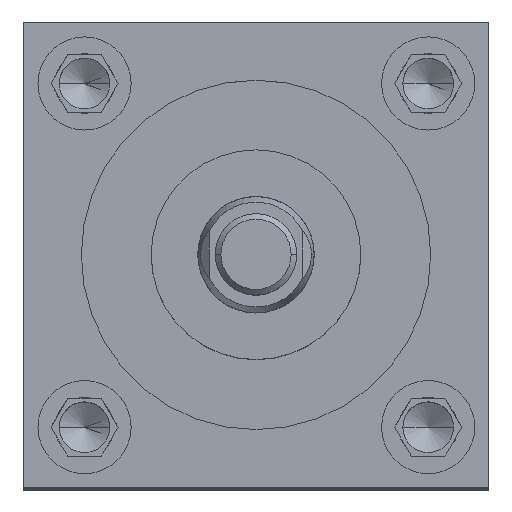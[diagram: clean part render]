
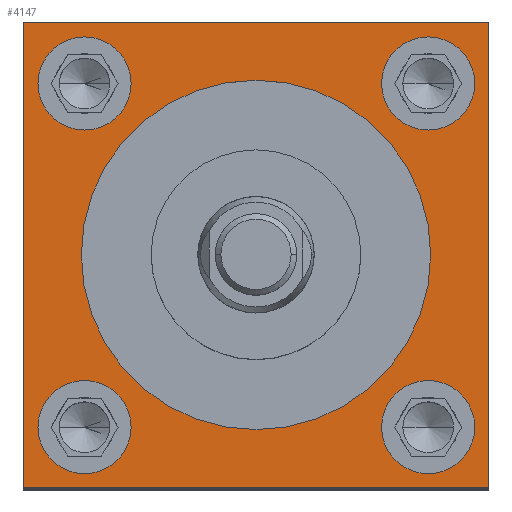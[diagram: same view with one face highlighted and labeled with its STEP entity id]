
A CAD part, top view. The second image highlights one B-rep face of the part: STEP entity #4147.
In plain terms, the highlighted planar face has unit normal (0, 0, 1).
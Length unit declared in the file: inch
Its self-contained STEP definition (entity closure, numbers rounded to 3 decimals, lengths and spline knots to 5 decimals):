
#98 = CARTESIAN_POINT ( 'NONE',  ( 1.25, -1.25, 6.625 ) ) ;
#154 = DIRECTION ( 'NONE',  ( 0., 0., 1. ) ) ;
#196 = DIRECTION ( 'NONE',  ( 0., 0., 1. ) ) ;
#206 = CARTESIAN_POINT ( 'NONE',  ( 0.674, -0.924, 6.625 ) ) ;
#229 = DIRECTION ( 'NONE',  ( 0., 1., 0. ) ) ;
#293 = FACE_BOUND ( 'NONE', #456, .T. ) ;
#306 = ORIENTED_EDGE ( 'NONE', *, *, #2550, .T. ) ;
#320 = DIRECTION ( 'NONE',  ( 0., 0., -1. ) ) ;
#350 = CARTESIAN_POINT ( 'NONE',  ( -1.25, 1.25, 6.625 ) ) ;
#442 = ORIENTED_EDGE ( 'NONE', *, *, #4857, .F. ) ;
#456 = EDGE_LOOP ( 'NONE', ( #1356, #1866 ) ) ;
#461 = EDGE_LOOP ( 'NONE', ( #5913, #1828 ) ) ;
#471 = CIRCLE ( 'NONE', #2819, 0.9375 ) ;
#473 = VERTEX_POINT ( 'NONE', #648 ) ;
#481 = CARTESIAN_POINT ( 'NONE',  ( -1.25, 1.25, 6.625 ) ) ;
#521 = LINE ( 'NONE', #3365, #4261 ) ;
#530 = DIRECTION ( 'NONE',  ( 0., 0., 1. ) ) ;
#648 = CARTESIAN_POINT ( 'NONE',  ( -1.25, -1.25, 6.625 ) ) ;
#691 = DIRECTION ( 'NONE',  ( 0., 0., 1. ) ) ;
#709 = EDGE_LOOP ( 'NONE', ( #1341, #3678 ) ) ;
#757 = EDGE_LOOP ( 'NONE', ( #3296, #1586 ) ) ;
#786 = CARTESIAN_POINT ( 'NONE',  ( 1.25, -1.25, 6.625 ) ) ;
#830 = CIRCLE ( 'NONE', #4828, 0.25 ) ;
#831 = CARTESIAN_POINT ( 'NONE',  ( -1.17, -0.924, 6.625 ) ) ;
#938 = CIRCLE ( 'NONE', #5693, 0.25 ) ;
#1075 = LINE ( 'NONE', #786, #3182 ) ;
#1092 = CARTESIAN_POINT ( 'NONE',  ( -0.92, -0.924, 6.625 ) ) ;
#1210 = VERTEX_POINT ( 'NONE', #481 ) ;
#1281 = ORIENTED_EDGE ( 'NONE', *, *, #5285, .T. ) ;
#1286 = DIRECTION ( 'NONE',  ( 1., 0., 0. ) ) ;
#1329 = CARTESIAN_POINT ( 'NONE',  ( -1.25, -1.25, 6.625 ) ) ;
#1335 = AXIS2_PLACEMENT_3D ( 'NONE', #4016, #691, #3596 ) ;
#1341 = ORIENTED_EDGE ( 'NONE', *, *, #5773, .F. ) ;
#1354 = CARTESIAN_POINT ( 'NONE',  ( -1.17, 0.92, 6.625 ) ) ;
#1356 = ORIENTED_EDGE ( 'NONE', *, *, #4975, .F. ) ;
#1432 = CIRCLE ( 'NONE', #1335, 0.25 ) ;
#1586 = ORIENTED_EDGE ( 'NONE', *, *, #3042, .F. ) ;
#1680 = CARTESIAN_POINT ( 'NONE',  ( -0.92, 0.92, 6.625 ) ) ;
#1712 = AXIS2_PLACEMENT_3D ( 'NONE', #5299, #2500, #4838 ) ;
#1732 = LINE ( 'NONE', #1329, #2213 ) ;
#1758 = DIRECTION ( 'NONE',  ( 1., 0., 0. ) ) ;
#1828 = ORIENTED_EDGE ( 'NONE', *, *, #2258, .F. ) ;
#1866 = ORIENTED_EDGE ( 'NONE', *, *, #5166, .F. ) ;
#2035 = VERTEX_POINT ( 'NONE', #5749 ) ;
#2146 = CARTESIAN_POINT ( 'NONE',  ( 1.174, 0.92, 6.625 ) ) ;
#2171 = FACE_OUTER_BOUND ( 'NONE', #5449, .T. ) ;
#2213 = VECTOR ( 'NONE', #1758, 39.37008 ) ;
#2239 = DIRECTION ( 'NONE',  ( 1., 0., 0. ) ) ;
#2258 = EDGE_CURVE ( 'NONE', #2906, #3747, #2712, .T. ) ;
#2378 = EDGE_CURVE ( 'NONE', #473, #3056, #1732, .T. ) ;
#2402 = VERTEX_POINT ( 'NONE', #2610 ) ;
#2500 = DIRECTION ( 'NONE',  ( 0., 0., 1. ) ) ;
#2537 = AXIS2_PLACEMENT_3D ( 'NONE', #5268, #3314, #4843 ) ;
#2550 = EDGE_CURVE ( 'NONE', #2035, #1210, #2852, .T. ) ;
#2610 = CARTESIAN_POINT ( 'NONE',  ( 1.174, -0.924, 6.625 ) ) ;
#2637 = CARTESIAN_POINT ( 'NONE',  ( 0.924, -0.924, 6.625 ) ) ;
#2693 = FACE_BOUND ( 'NONE', #757, .T. ) ;
#2712 = CIRCLE ( 'NONE', #5890, 0.25 ) ;
#2819 = AXIS2_PLACEMENT_3D ( 'NONE', #4192, #5973, #4643 ) ;
#2823 = VERTEX_POINT ( 'NONE', #2146 ) ;
#2824 = ORIENTED_EDGE ( 'NONE', *, *, #5528, .T. ) ;
#2829 = CARTESIAN_POINT ( 'NONE',  ( 0.674, 0.92, 6.625 ) ) ;
#2838 = ORIENTED_EDGE ( 'NONE', *, *, #4554, .F. ) ;
#2848 = CARTESIAN_POINT ( 'NONE',  ( 0.9375, 0., 6.625 ) ) ;
#2852 = LINE ( 'NONE', #5216, #5295 ) ;
#2887 = DIRECTION ( 'NONE',  ( -1., 0., 0. ) ) ;
#2906 = VERTEX_POINT ( 'NONE', #831 ) ;
#2968 = CARTESIAN_POINT ( 'NONE',  ( -0.9375, 0., 6.625 ) ) ;
#2973 = EDGE_CURVE ( 'NONE', #3747, #2906, #4420, .T. ) ;
#2976 = EDGE_LOOP ( 'NONE', ( #2838, #442 ) ) ;
#3042 = EDGE_CURVE ( 'NONE', #4185, #5233, #4110, .T. ) ;
#3056 = VERTEX_POINT ( 'NONE', #98 ) ;
#3093 = CIRCLE ( 'NONE', #4900, 0.25 ) ;
#3097 = FACE_BOUND ( 'NONE', #709, .T. ) ;
#3116 = EDGE_CURVE ( 'NONE', #5233, #4185, #830, .T. ) ;
#3182 = VECTOR ( 'NONE', #229, 39.37008 ) ;
#3296 = ORIENTED_EDGE ( 'NONE', *, *, #3116, .F. ) ;
#3314 = DIRECTION ( 'NONE',  ( 0., 0., 1. ) ) ;
#3365 = CARTESIAN_POINT ( 'NONE',  ( -1.25, -1.25, 6.625 ) ) ;
#3503 = VERTEX_POINT ( 'NONE', #2968 ) ;
#3528 = CARTESIAN_POINT ( 'NONE',  ( 0.924, -0.924, 6.625 ) ) ;
#3567 = AXIS2_PLACEMENT_3D ( 'NONE', #2637, #4541, #2239 ) ;
#3596 = DIRECTION ( 'NONE',  ( 1., 0., 0. ) ) ;
#3619 = EDGE_CURVE ( 'NONE', #6063, #2402, #3093, .T. ) ;
#3678 = ORIENTED_EDGE ( 'NONE', *, *, #3619, .F. ) ;
#3704 = CARTESIAN_POINT ( 'NONE',  ( -0.67, -0.924, 6.625 ) ) ;
#3726 = DIRECTION ( 'NONE',  ( 1., 0., 0. ) ) ;
#3747 = VERTEX_POINT ( 'NONE', #3704 ) ;
#3952 = CARTESIAN_POINT ( 'NONE',  ( -0.67, 0.92, 6.625 ) ) ;
#4016 = CARTESIAN_POINT ( 'NONE',  ( 0.924, 0.92, 6.625 ) ) ;
#4103 = DIRECTION ( 'NONE',  ( 0., 0., 1. ) ) ;
#4110 = CIRCLE ( 'NONE', #5685, 0.25 ) ;
#4147 = ADVANCED_FACE ( 'NONE', ( #3097, #5460, #4995, #2693, #293, #2171 ), #4561, .F. ) ;
#4185 = VERTEX_POINT ( 'NONE', #1354 ) ;
#4192 = CARTESIAN_POINT ( 'NONE',  ( 0., 0., 6.625 ) ) ;
#4261 = VECTOR ( 'NONE', #5383, 39.37008 ) ;
#4420 = CIRCLE ( 'NONE', #1712, 0.25 ) ;
#4440 = DIRECTION ( 'NONE',  ( 1., 0., 0. ) ) ;
#4493 = DIRECTION ( 'NONE',  ( 1., 0., 0. ) ) ;
#4541 = DIRECTION ( 'NONE',  ( 0., 0., 1. ) ) ;
#4554 = EDGE_CURVE ( 'NONE', #2823, #5362, #938, .T. ) ;
#4561 = PLANE ( 'NONE',  #5688 ) ;
#4589 = DIRECTION ( 'NONE',  ( -1., 0., 0. ) ) ;
#4643 = DIRECTION ( 'NONE',  ( 1., 0., 0. ) ) ;
#4646 = CARTESIAN_POINT ( 'NONE',  ( -0.92, 0.92, 6.625 ) ) ;
#4670 = VERTEX_POINT ( 'NONE', #2848 ) ;
#4828 = AXIS2_PLACEMENT_3D ( 'NONE', #1680, #196, #5826 ) ;
#4838 = DIRECTION ( 'NONE',  ( 1., 0., 0. ) ) ;
#4843 = DIRECTION ( 'NONE',  ( 1., 0., 0. ) ) ;
#4857 = EDGE_CURVE ( 'NONE', #5362, #2823, #1432, .T. ) ;
#4899 = DIRECTION ( 'NONE',  ( 0., 0., 1. ) ) ;
#4900 = AXIS2_PLACEMENT_3D ( 'NONE', #3528, #4899, #4493 ) ;
#4975 = EDGE_CURVE ( 'NONE', #4670, #3503, #471, .T. ) ;
#4995 = FACE_BOUND ( 'NONE', #461, .T. ) ;
#5166 = EDGE_CURVE ( 'NONE', #3503, #4670, #5209, .T. ) ;
#5209 = CIRCLE ( 'NONE', #2537, 0.9375 ) ;
#5216 = CARTESIAN_POINT ( 'NONE',  ( -1.25, 1.25, 6.625 ) ) ;
#5233 = VERTEX_POINT ( 'NONE', #3952 ) ;
#5268 = CARTESIAN_POINT ( 'NONE',  ( 0., 0., 6.625 ) ) ;
#5285 = EDGE_CURVE ( 'NONE', #3056, #2035, #1075, .T. ) ;
#5295 = VECTOR ( 'NONE', #2887, 39.37008 ) ;
#5299 = CARTESIAN_POINT ( 'NONE',  ( -0.92, -0.924, 6.625 ) ) ;
#5362 = VERTEX_POINT ( 'NONE', #2829 ) ;
#5383 = DIRECTION ( 'NONE',  ( 0., -1., 0. ) ) ;
#5449 = EDGE_LOOP ( 'NONE', ( #2824, #5733, #1281, #306 ) ) ;
#5451 = CIRCLE ( 'NONE', #3567, 0.25 ) ;
#5460 = FACE_BOUND ( 'NONE', #2976, .T. ) ;
#5528 = EDGE_CURVE ( 'NONE', #1210, #473, #521, .T. ) ;
#5685 = AXIS2_PLACEMENT_3D ( 'NONE', #4646, #530, #3726 ) ;
#5688 = AXIS2_PLACEMENT_3D ( 'NONE', #350, #320, #4589 ) ;
#5693 = AXIS2_PLACEMENT_3D ( 'NONE', #6078, #4103, #1286 ) ;
#5733 = ORIENTED_EDGE ( 'NONE', *, *, #2378, .T. ) ;
#5749 = CARTESIAN_POINT ( 'NONE',  ( 1.25, 1.25, 6.625 ) ) ;
#5773 = EDGE_CURVE ( 'NONE', #2402, #6063, #5451, .T. ) ;
#5826 = DIRECTION ( 'NONE',  ( 1., 0., 0. ) ) ;
#5890 = AXIS2_PLACEMENT_3D ( 'NONE', #1092, #154, #4440 ) ;
#5913 = ORIENTED_EDGE ( 'NONE', *, *, #2973, .F. ) ;
#5973 = DIRECTION ( 'NONE',  ( 0., 0., 1. ) ) ;
#6063 = VERTEX_POINT ( 'NONE', #206 ) ;
#6078 = CARTESIAN_POINT ( 'NONE',  ( 0.924, 0.92, 6.625 ) ) ;
